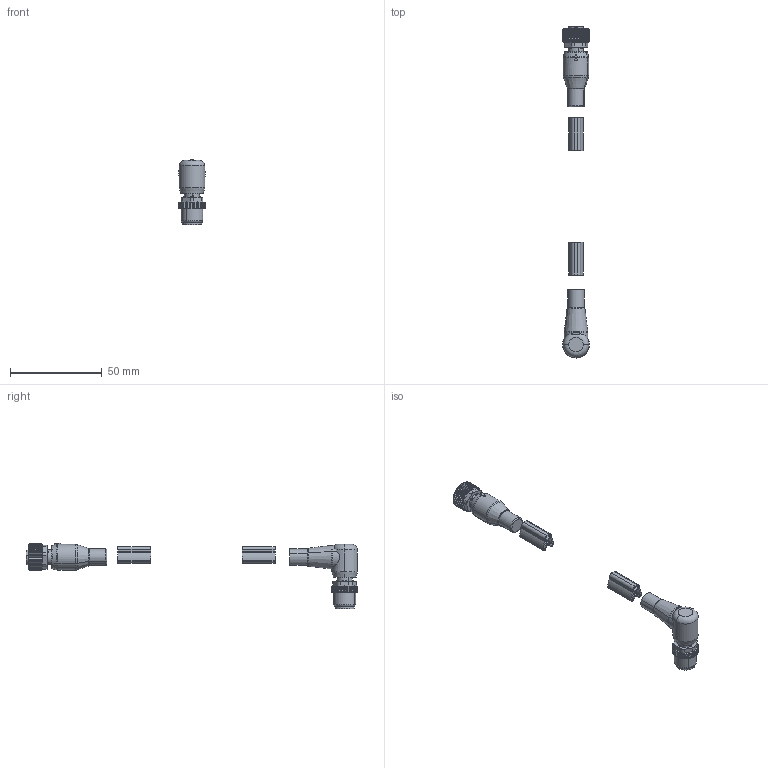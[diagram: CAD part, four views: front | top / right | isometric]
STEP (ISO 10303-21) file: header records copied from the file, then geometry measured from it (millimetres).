
FILE_DESCRIPTION(('CATIA V5 STEP Exchange','CAx-IF Rec.Pracs.--- Model Styling and Organization---1.4--- 2014-01-23'),'2;1');
FILE_NAME ('034192-2_0', '2023-02-09T06:59:49+00:00', ('none'), ('Weidmueller'), 'CATIA Version 5-6 Release 2016 SP3 HF44', 'CATIA V5 STEP AP214', 'none');
FILE_SCHEMA(('AUTOMOTIVE_DESIGN { 1 0 10303 214 1 1 1 1 }'));
Length unit declared in the file: millimetre
Products named in the file (1): 9456500150
Bounding box: 14.6 x 181.26 x 35.5 mm (x, y, z)
Volume: 11933.7 mm3; surface area: 11896.6 mm2
Topology: 29 solids, 29 shells, 1411 faces, 3476 edges, 2171 vertices
Faces by surface type: plane 528, cylinder 463, cone 205, torus 172, bspline 27, sphere 12, revolution 4
Entity records: 40786 total; most frequent: CARTESIAN_POINT 11117, ORIENTED_EDGE 6868, DIRECTION 4536, EDGE_CURVE 3434, AXIS2_PLACEMENT_3D 2266, VERTEX_POINT 2171, EDGE_LOOP 1555, ADVANCED_FACE 1411
